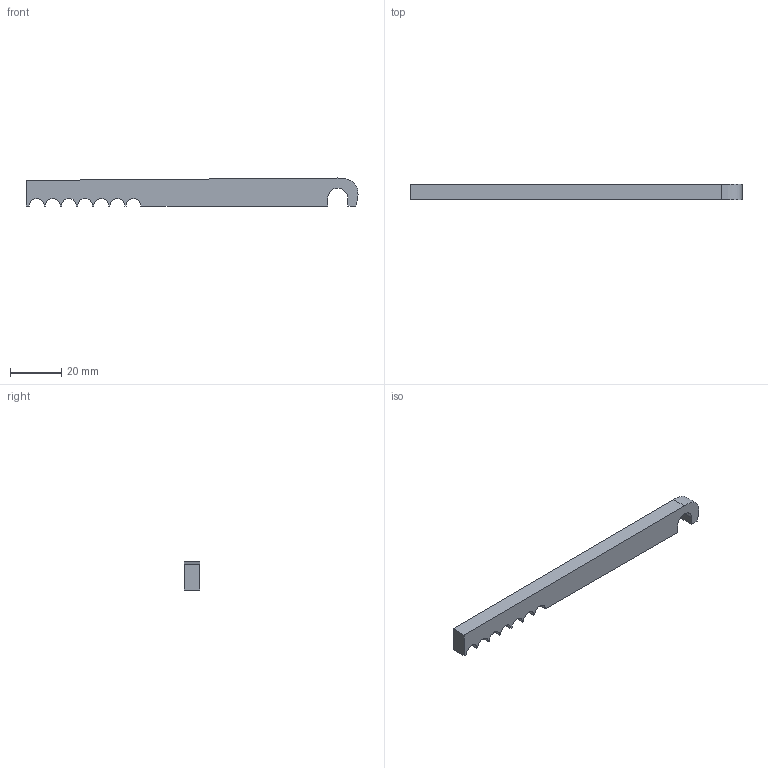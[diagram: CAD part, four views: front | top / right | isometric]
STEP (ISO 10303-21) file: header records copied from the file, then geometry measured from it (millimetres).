
FILE_DESCRIPTION (( 'STEP AP214' ), '1' );
FILE_NAME ('1530-B.STEP', '2015-03-20T13:18:11', ( '' ), ( '' ), 'SwSTEP 2.0', 'SolidWorks 2014', '' );
FILE_SCHEMA (( 'AUTOMOTIVE_DESIGN' ));
Length unit declared in the file: millimetre
Products named in the file (1): 1530-B
Bounding box: 130.04 x 6 x 10.97 mm (x, y, z)
Volume: 7306.6 mm3; surface area: 4304.5 mm2
Topology: 1 solids, 1 shells, 25 faces, 69 edges, 46 vertices
Faces by surface type: plane 15, bspline 10
Entity records: 957 total; most frequent: CARTESIAN_POINT 351, ORIENTED_EDGE 138, DIRECTION 81, EDGE_CURVE 69, LINE 49, VECTOR 49, VERTEX_POINT 46, FACE_OUTER_BOUND 25
